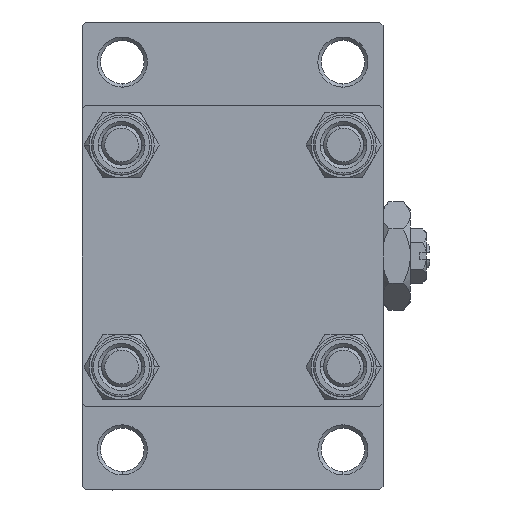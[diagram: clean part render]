
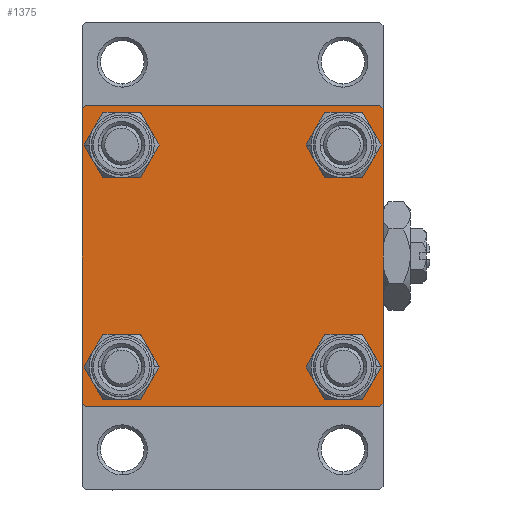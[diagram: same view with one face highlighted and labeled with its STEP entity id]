
A CAD part, left-side view. The second image highlights one B-rep face of the part: STEP entity #1375.
In plain terms, the highlighted planar face has unit normal (-1, 0, 0).
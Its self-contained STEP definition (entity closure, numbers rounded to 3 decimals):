
#231 = DIRECTION ( 'NONE',  ( -1., 0., 0. ) ) ;
#478 = FACE_OUTER_BOUND ( 'NONE', #25983, .T. ) ;
#729 = ORIENTED_EDGE ( 'NONE', *, *, #39065, .T. ) ;
#1077 = CARTESIAN_POINT ( 'NONE',  ( 0., -22.25, 22.25 ) ) ;
#1285 = DIRECTION ( 'NONE',  ( 0., 0., 1. ) ) ;
#1375 = ADVANCED_FACE ( 'NONE', ( #18181, #18914, #46340, #7697, #478 ), #30863, .T. ) ;
#1744 = DIRECTION ( 'NONE',  ( 0., 0.707, -0.707 ) ) ;
#1978 = EDGE_CURVE ( 'NONE', #17985, #47884, #37011, .T. ) ;
#2150 = AXIS2_PLACEMENT_3D ( 'NONE', #6692, #2955, #29365 ) ;
#2280 = LINE ( 'NONE', #13246, #43073 ) ;
#2585 = CARTESIAN_POINT ( 'NONE',  ( 0., -22.5, -22. ) ) ;
#2785 = VECTOR ( 'NONE', #8490, 1000. ) ;
#2955 = DIRECTION ( 'NONE',  ( 1., 0., 0. ) ) ;
#3191 = VERTEX_POINT ( 'NONE', #7538 ) ;
#3814 = EDGE_LOOP ( 'NONE', ( #9095, #35872 ) ) ;
#4010 = VERTEX_POINT ( 'NONE', #37163 ) ;
#4329 = LINE ( 'NONE', #23018, #47836 ) ;
#5004 = LINE ( 'NONE', #41912, #2785 ) ;
#5475 = CARTESIAN_POINT ( 'NONE',  ( 0., 16.6, -16.6 ) ) ;
#5862 = DIRECTION ( 'NONE',  ( 0., -0.707, 0.707 ) ) ;
#6302 = LINE ( 'NONE', #14517, #34910 ) ;
#6692 = CARTESIAN_POINT ( 'NONE',  ( 0., 16.6, 16.6 ) ) ;
#7066 = CARTESIAN_POINT ( 'NONE',  ( 0., 16.6, 20.1 ) ) ;
#7538 = CARTESIAN_POINT ( 'NONE',  ( 0., 22., -22.5 ) ) ;
#7697 = FACE_BOUND ( 'NONE', #22319, .T. ) ;
#8049 = EDGE_CURVE ( 'NONE', #3191, #17985, #36626, .T. ) ;
#8490 = DIRECTION ( 'NONE',  ( 0., -0.707, -0.707 ) ) ;
#8592 = CARTESIAN_POINT ( 'NONE',  ( 0., 16.6, -16.6 ) ) ;
#8904 = ORIENTED_EDGE ( 'NONE', *, *, #29505, .T. ) ;
#9095 = ORIENTED_EDGE ( 'NONE', *, *, #33384, .T. ) ;
#9166 = ORIENTED_EDGE ( 'NONE', *, *, #33199, .T. ) ;
#9504 = DIRECTION ( 'NONE',  ( 0., 0.707, 0.707 ) ) ;
#10005 = DIRECTION ( 'NONE',  ( 1., 0., 0. ) ) ;
#10859 = VERTEX_POINT ( 'NONE', #32764 ) ;
#11677 = VERTEX_POINT ( 'NONE', #45499 ) ;
#12041 = DIRECTION ( 'NONE',  ( 1., 0., 0. ) ) ;
#12171 = VERTEX_POINT ( 'NONE', #17706 ) ;
#12279 = VECTOR ( 'NONE', #33130, 1000. ) ;
#13076 = ORIENTED_EDGE ( 'NONE', *, *, #43118, .T. ) ;
#13246 = CARTESIAN_POINT ( 'NONE',  ( 0., -22.5, 22.5 ) ) ;
#13627 = CIRCLE ( 'NONE', #41520, 3.5 ) ;
#13846 = AXIS2_PLACEMENT_3D ( 'NONE', #39266, #38774, #15606 ) ;
#14186 = EDGE_LOOP ( 'NONE', ( #17974, #21123 ) ) ;
#14200 = CARTESIAN_POINT ( 'NONE',  ( 0., -16.6, 13.1 ) ) ;
#14517 = CARTESIAN_POINT ( 'NONE',  ( 0., 22.5, 22.5 ) ) ;
#14675 = CARTESIAN_POINT ( 'NONE',  ( 0., 22.5, -22. ) ) ;
#15138 = AXIS2_PLACEMENT_3D ( 'NONE', #47637, #32911, #43406 ) ;
#15331 = CARTESIAN_POINT ( 'NONE',  ( 0., -22., 22.5 ) ) ;
#15606 = DIRECTION ( 'NONE',  ( 0., 0., 1. ) ) ;
#16295 = EDGE_CURVE ( 'NONE', #36336, #4010, #33240, .T. ) ;
#16495 = CIRCLE ( 'NONE', #44351, 3.5 ) ;
#16497 = VERTEX_POINT ( 'NONE', #21972 ) ;
#16513 = CARTESIAN_POINT ( 'NONE',  ( 0., -16.6, -16.6 ) ) ;
#16798 = ORIENTED_EDGE ( 'NONE', *, *, #42503, .T. ) ;
#17706 = CARTESIAN_POINT ( 'NONE',  ( 0., -16.6, 20.1 ) ) ;
#17974 = ORIENTED_EDGE ( 'NONE', *, *, #21524, .T. ) ;
#17985 = VERTEX_POINT ( 'NONE', #38038 ) ;
#18181 = FACE_BOUND ( 'NONE', #14186, .T. ) ;
#18914 = FACE_BOUND ( 'NONE', #3814, .T. ) ;
#19699 = EDGE_LOOP ( 'NONE', ( #13076, #38682 ) ) ;
#20381 = VERTEX_POINT ( 'NONE', #15331 ) ;
#20496 = DIRECTION ( 'NONE',  ( 0., 0., 1. ) ) ;
#20498 = LINE ( 'NONE', #1077, #43951 ) ;
#20532 = ORIENTED_EDGE ( 'NONE', *, *, #45507, .T. ) ;
#21123 = ORIENTED_EDGE ( 'NONE', *, *, #34720, .T. ) ;
#21524 = EDGE_CURVE ( 'NONE', #12171, #33962, #35834, .T. ) ;
#21972 = CARTESIAN_POINT ( 'NONE',  ( 0., 16.6, 13.1 ) ) ;
#22319 = EDGE_LOOP ( 'NONE', ( #16798, #27143 ) ) ;
#22429 = AXIS2_PLACEMENT_3D ( 'NONE', #34112, #231, #30136 ) ;
#23018 = CARTESIAN_POINT ( 'NONE',  ( 0., 22.5, 22.5 ) ) ;
#23107 = ORIENTED_EDGE ( 'NONE', *, *, #23921, .F. ) ;
#23507 = DIRECTION ( 'NONE',  ( 0., -1., 0. ) ) ;
#23921 = EDGE_CURVE ( 'NONE', #32278, #47884, #2280, .T. ) ;
#24108 = VERTEX_POINT ( 'NONE', #37599 ) ;
#24173 = LINE ( 'NONE', #35881, #27389 ) ;
#24709 = DIRECTION ( 'NONE',  ( 0., 0., 1. ) ) ;
#24911 = EDGE_CURVE ( 'NONE', #11677, #24108, #13627, .T. ) ;
#25983 = EDGE_LOOP ( 'NONE', ( #20532, #729, #46323, #30534, #23107, #8904, #44610, #9166 ) ) ;
#26004 = EDGE_CURVE ( 'NONE', #44945, #20381, #4329, .T. ) ;
#26431 = AXIS2_PLACEMENT_3D ( 'NONE', #37178, #48900, #28954 ) ;
#27143 = ORIENTED_EDGE ( 'NONE', *, *, #29703, .T. ) ;
#27389 = VECTOR ( 'NONE', #1744, 1000. ) ;
#27654 = DIRECTION ( 'NONE',  ( 0., 0., 1. ) ) ;
#28461 = AXIS2_PLACEMENT_3D ( 'NONE', #16513, #12041, #20496 ) ;
#28819 = CIRCLE ( 'NONE', #26431, 3.5 ) ;
#28954 = DIRECTION ( 'NONE',  ( 0., 0., 1. ) ) ;
#29365 = DIRECTION ( 'NONE',  ( 0., 0., 1. ) ) ;
#29505 = EDGE_CURVE ( 'NONE', #32278, #20381, #20498, .T. ) ;
#29703 = EDGE_CURVE ( 'NONE', #16497, #35555, #28819, .T. ) ;
#30136 = DIRECTION ( 'NONE',  ( 0., 0., 1. ) ) ;
#30534 = ORIENTED_EDGE ( 'NONE', *, *, #1978, .T. ) ;
#30559 = CIRCLE ( 'NONE', #13846, 3.5 ) ;
#30863 = PLANE ( 'NONE',  #22429 ) ;
#32278 = VERTEX_POINT ( 'NONE', #45840 ) ;
#32451 = DIRECTION ( 'NONE',  ( 0., 0., -1. ) ) ;
#32764 = CARTESIAN_POINT ( 'NONE',  ( 0., 22.5, 22. ) ) ;
#32911 = DIRECTION ( 'NONE',  ( 1., 0., 0. ) ) ;
#33130 = DIRECTION ( 'NONE',  ( 0., -1., 0. ) ) ;
#33199 = EDGE_CURVE ( 'NONE', #44945, #10859, #24173, .T. ) ;
#33204 = CIRCLE ( 'NONE', #2150, 3.5 ) ;
#33240 = CIRCLE ( 'NONE', #28461, 3.5 ) ;
#33384 = EDGE_CURVE ( 'NONE', #4010, #36336, #30559, .T. ) ;
#33962 = VERTEX_POINT ( 'NONE', #14200 ) ;
#34112 = CARTESIAN_POINT ( 'NONE',  ( 0., 0., 0. ) ) ;
#34428 = DIRECTION ( 'NONE',  ( 1., 0., 0. ) ) ;
#34720 = EDGE_CURVE ( 'NONE', #33962, #12171, #41759, .T. ) ;
#34910 = VECTOR ( 'NONE', #32451, 1000. ) ;
#35555 = VERTEX_POINT ( 'NONE', #7066 ) ;
#35834 = CIRCLE ( 'NONE', #15138, 3.5 ) ;
#35872 = ORIENTED_EDGE ( 'NONE', *, *, #16295, .T. ) ;
#35881 = CARTESIAN_POINT ( 'NONE',  ( 0., 22.25, 22.25 ) ) ;
#35933 = VECTOR ( 'NONE', #5862, 1000. ) ;
#36336 = VERTEX_POINT ( 'NONE', #38008 ) ;
#36421 = DIRECTION ( 'NONE',  ( 0., 0., -1. ) ) ;
#36626 = LINE ( 'NONE', #40867, #12279 ) ;
#36825 = CARTESIAN_POINT ( 'NONE',  ( 0., 22., 22.5 ) ) ;
#37011 = LINE ( 'NONE', #44754, #35933 ) ;
#37163 = CARTESIAN_POINT ( 'NONE',  ( 0., -16.6, -13.1 ) ) ;
#37178 = CARTESIAN_POINT ( 'NONE',  ( 0., 16.6, 16.6 ) ) ;
#37599 = CARTESIAN_POINT ( 'NONE',  ( 0., 16.6, -13.1 ) ) ;
#38008 = CARTESIAN_POINT ( 'NONE',  ( 0., -16.6, -20.1 ) ) ;
#38038 = CARTESIAN_POINT ( 'NONE',  ( 0., -22., -22.5 ) ) ;
#38575 = AXIS2_PLACEMENT_3D ( 'NONE', #42410, #34428, #1285 ) ;
#38682 = ORIENTED_EDGE ( 'NONE', *, *, #24911, .T. ) ;
#38774 = DIRECTION ( 'NONE',  ( 1., 0., 0. ) ) ;
#39065 = EDGE_CURVE ( 'NONE', #48576, #3191, #5004, .T. ) ;
#39266 = CARTESIAN_POINT ( 'NONE',  ( 0., -16.6, -16.6 ) ) ;
#40867 = CARTESIAN_POINT ( 'NONE',  ( 0., 22.5, -22.5 ) ) ;
#41520 = AXIS2_PLACEMENT_3D ( 'NONE', #5475, #46875, #27654 ) ;
#41759 = CIRCLE ( 'NONE', #38575, 3.5 ) ;
#41912 = CARTESIAN_POINT ( 'NONE',  ( 0., 22.25, -22.25 ) ) ;
#42410 = CARTESIAN_POINT ( 'NONE',  ( 0., -16.6, 16.6 ) ) ;
#42503 = EDGE_CURVE ( 'NONE', #35555, #16497, #33204, .T. ) ;
#43073 = VECTOR ( 'NONE', #36421, 1000. ) ;
#43118 = EDGE_CURVE ( 'NONE', #24108, #11677, #16495, .T. ) ;
#43406 = DIRECTION ( 'NONE',  ( 0., 0., 1. ) ) ;
#43951 = VECTOR ( 'NONE', #9504, 1000. ) ;
#44351 = AXIS2_PLACEMENT_3D ( 'NONE', #8592, #10005, #24709 ) ;
#44610 = ORIENTED_EDGE ( 'NONE', *, *, #26004, .F. ) ;
#44754 = CARTESIAN_POINT ( 'NONE',  ( 0., -22.25, -22.25 ) ) ;
#44945 = VERTEX_POINT ( 'NONE', #36825 ) ;
#45499 = CARTESIAN_POINT ( 'NONE',  ( 0., 16.6, -20.1 ) ) ;
#45507 = EDGE_CURVE ( 'NONE', #10859, #48576, #6302, .T. ) ;
#45840 = CARTESIAN_POINT ( 'NONE',  ( 0., -22.5, 22. ) ) ;
#46323 = ORIENTED_EDGE ( 'NONE', *, *, #8049, .T. ) ;
#46340 = FACE_BOUND ( 'NONE', #19699, .T. ) ;
#46875 = DIRECTION ( 'NONE',  ( 1., 0., 0. ) ) ;
#47637 = CARTESIAN_POINT ( 'NONE',  ( 0., -16.6, 16.6 ) ) ;
#47836 = VECTOR ( 'NONE', #23507, 1000. ) ;
#47884 = VERTEX_POINT ( 'NONE', #2585 ) ;
#48576 = VERTEX_POINT ( 'NONE', #14675 ) ;
#48900 = DIRECTION ( 'NONE',  ( 1., 0., 0. ) ) ;
